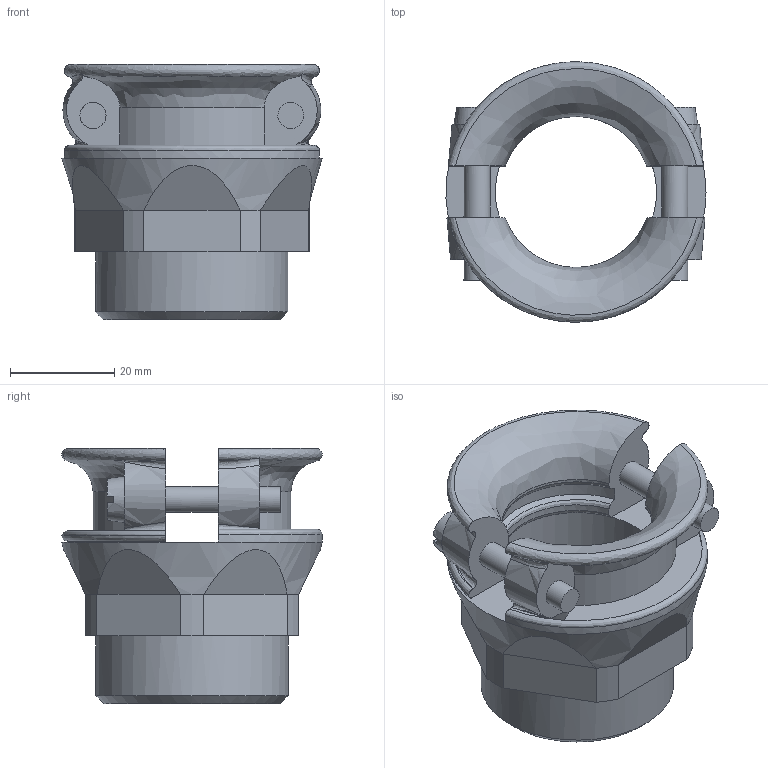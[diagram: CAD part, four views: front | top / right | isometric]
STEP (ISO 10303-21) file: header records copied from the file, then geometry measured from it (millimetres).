
FILE_DESCRIPTION(( 'HARTING HARTING HARTING HARTING HARTING HARTING HARTING HARTING HARTING', 'This Document is valid for Parts No. 09 00 000 5106'),'2;1');
FILE_NAME('MD_09000005106_R413153.stp', '2009-03-20T08:40:43',('ITIS-4b'),('HARTING KGaA, D-32339 Espelkamp'), 'I-DEAS Master Series 10','HP-UNIX','Yes');
FILE_SCHEMA(('AUTOMOTIVE_DESIGN { 1 0 10303 214 1 1 1 1 }'));
Length unit declared in the file: millimetre
Products named in the file (1): MD 09 00 000 5106
Bounding box: 49.97 x 50 x 49 mm (x, y, z)
Volume: 31337.2 mm3; surface area: 15616.5 mm2
Topology: 2 solids, 3 shells, 203 faces, 511 edges, 335 vertices
Faces by surface type: bspline 203
Entity records: 7338 total; most frequent: CARTESIAN_POINT 3843, ORIENTED_EDGE 1022, EDGE_CURVE 511, OVER_RIDING_STYLED_ITEM 355, VERTEX_POINT 335, EDGE_LOOP 228, B_SPLINE_CURVE_WITH_KNOTS 220, FACE_OUTER_BOUND 203
